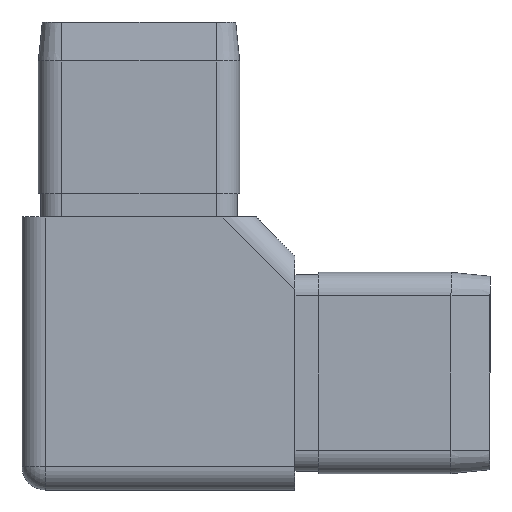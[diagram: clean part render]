
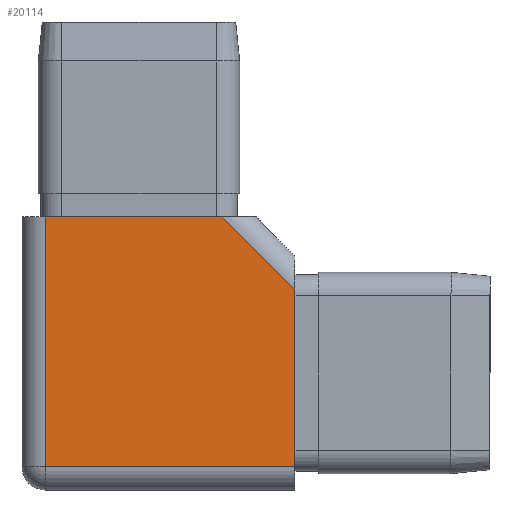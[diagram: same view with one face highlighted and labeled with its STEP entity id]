
A CAD part, left-side view. The second image highlights one B-rep face of the part: STEP entity #20114.
In plain terms, the highlighted planar face has unit normal (-1, 0, 0).
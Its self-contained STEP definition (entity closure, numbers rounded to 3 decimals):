
#113 = DIRECTION ( 'NONE',  ( 0., 0., -1. ) ) ;
#175 = CARTESIAN_POINT ( 'NONE',  ( -15., -8.257, 17.5 ) ) ;
#1005 = CARTESIAN_POINT ( 'NONE',  ( -15., 14.5, -14.5 ) ) ;
#1298 = EDGE_CURVE ( 'NONE', #17679, #16330, #3279, .T. ) ;
#3279 = LINE ( 'NONE', #10074, #21005 ) ;
#4186 = CARTESIAN_POINT ( 'NONE',  ( -15., -17.5, 17.5 ) ) ;
#5129 = ORIENTED_EDGE ( 'NONE', *, *, #1298, .T. ) ;
#5273 = EDGE_CURVE ( 'NONE', #19126, #12902, #13524, .T. ) ;
#5476 = EDGE_CURVE ( 'NONE', #16330, #12902, #25816, .T. ) ;
#5812 = DIRECTION ( 'NONE',  ( 0., 1., 0. ) ) ;
#6632 = ORIENTED_EDGE ( 'NONE', *, *, #14495, .T. ) ;
#7224 = DIRECTION ( 'NONE',  ( 0., -1., 0. ) ) ;
#7510 = VECTOR ( 'NONE', #16388, 1000. ) ;
#8166 = CARTESIAN_POINT ( 'NONE',  ( -15., 14.5, 17.5 ) ) ;
#9037 = CARTESIAN_POINT ( 'NONE',  ( -15., 17.5, -14.5 ) ) ;
#10074 = CARTESIAN_POINT ( 'NONE',  ( -15., 14.5, 17.5 ) ) ;
#10491 = VECTOR ( 'NONE', #7224, 1000. ) ;
#10620 = DIRECTION ( 'NONE',  ( 0., 0., -1. ) ) ;
#11855 = EDGE_LOOP ( 'NONE', ( #22363, #6632, #15181, #5129, #23351 ) ) ;
#12046 = VERTEX_POINT ( 'NONE', #175 ) ;
#12292 = PLANE ( 'NONE',  #13858 ) ;
#12902 = VERTEX_POINT ( 'NONE', #26122 ) ;
#13524 = LINE ( 'NONE', #4186, #25167 ) ;
#13858 = AXIS2_PLACEMENT_3D ( 'NONE', #23177, #14366, #5812 ) ;
#14366 = DIRECTION ( 'NONE',  ( 1., 0., 0. ) ) ;
#14495 = EDGE_CURVE ( 'NONE', #19126, #12046, #18173, .T. ) ;
#15181 = ORIENTED_EDGE ( 'NONE', *, *, #27319, .F. ) ;
#16330 = VERTEX_POINT ( 'NONE', #1005 ) ;
#16388 = DIRECTION ( 'NONE',  ( 0., 0.707, 0.707 ) ) ;
#16541 = LINE ( 'NONE', #26505, #10491 ) ;
#17361 = FACE_OUTER_BOUND ( 'NONE', #11855, .T. ) ;
#17679 = VERTEX_POINT ( 'NONE', #8166 ) ;
#18104 = DIRECTION ( 'NONE',  ( 0., -1., 0. ) ) ;
#18173 = LINE ( 'NONE', #22634, #7510 ) ;
#19126 = VERTEX_POINT ( 'NONE', #25599 ) ;
#20114 = ADVANCED_FACE ( 'NONE', ( #17361 ), #12292, .F. ) ;
#20222 = VECTOR ( 'NONE', #18104, 1000. ) ;
#21005 = VECTOR ( 'NONE', #10620, 1000. ) ;
#22363 = ORIENTED_EDGE ( 'NONE', *, *, #5273, .F. ) ;
#22634 = CARTESIAN_POINT ( 'NONE',  ( -15., -10.379, 15.379 ) ) ;
#23177 = CARTESIAN_POINT ( 'NONE',  ( -15., 17.5, 17.5 ) ) ;
#23351 = ORIENTED_EDGE ( 'NONE', *, *, #5476, .T. ) ;
#25167 = VECTOR ( 'NONE', #113, 1000. ) ;
#25599 = CARTESIAN_POINT ( 'NONE',  ( -15., -17.5, 8.257 ) ) ;
#25816 = LINE ( 'NONE', #9037, #20222 ) ;
#26122 = CARTESIAN_POINT ( 'NONE',  ( -15., -17.5, -14.5 ) ) ;
#26505 = CARTESIAN_POINT ( 'NONE',  ( -15., 17.5, 17.5 ) ) ;
#27319 = EDGE_CURVE ( 'NONE', #17679, #12046, #16541, .T. ) ;
